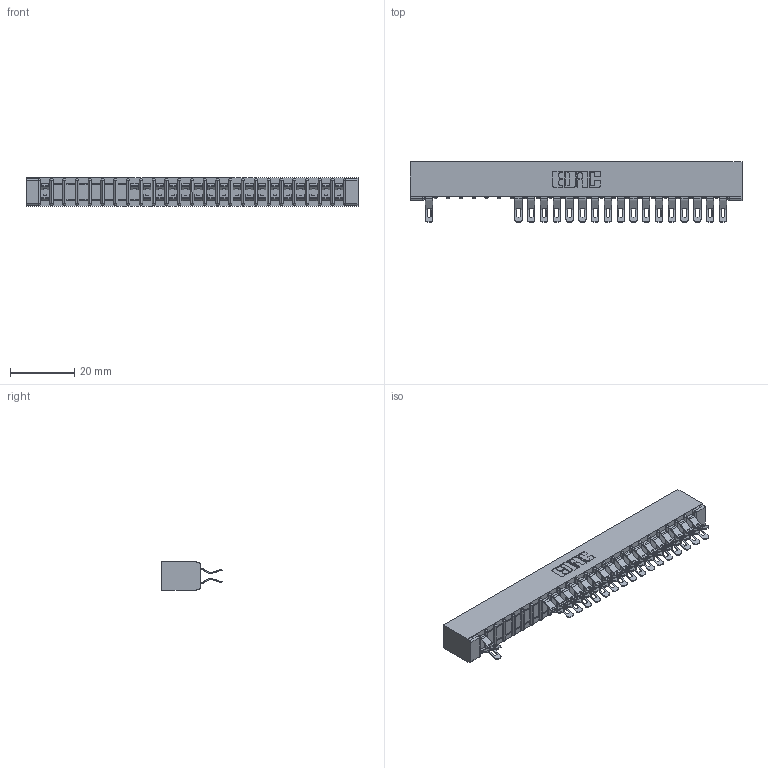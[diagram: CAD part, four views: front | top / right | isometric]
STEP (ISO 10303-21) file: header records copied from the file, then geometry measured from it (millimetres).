
FILE_DESCRIPTION (( 'STEP AP203' ), '1' );
FILE_NAME ('307-048-555-201.STEP', '2018-08-06T03:52:55', ( '' ), ( '' ), 'SwSTEP 2.0', 'SolidWorks 2016', '' );
FILE_SCHEMA (( 'CONFIG_CONTROL_DESIGN' ));
Length unit declared in the file: inch
Products named in the file (3): 307 Part_No Mounting Lugs; 307-290-001_555; 307-048-555-201
Assembly tree (36 placements, depth 2):
  307-048-555-201
    307 Part_No Mounting Lugs
    307-290-001_555  x35
Bounding box: 102.97 x 18.75 x 8.71 mm (x, y, z)
Volume: 6904.3 mm3; surface area: 12351.6 mm2
Topology: 36 solids, 36 shells, 2400 faces, 7050 edges, 4584 vertices
Faces by surface type: plane 1334, cylinder 1016, sphere 50
Entity records: 23405 total; most frequent: CARTESIAN_POINT 3891, ORIENTED_EDGE 3868, DIRECTION 3812, EDGE_CURVE 1934, VECTOR 1466, LINE 1466, VERTEX_POINT 1252, AXIS2_PLACEMENT_3D 1173
